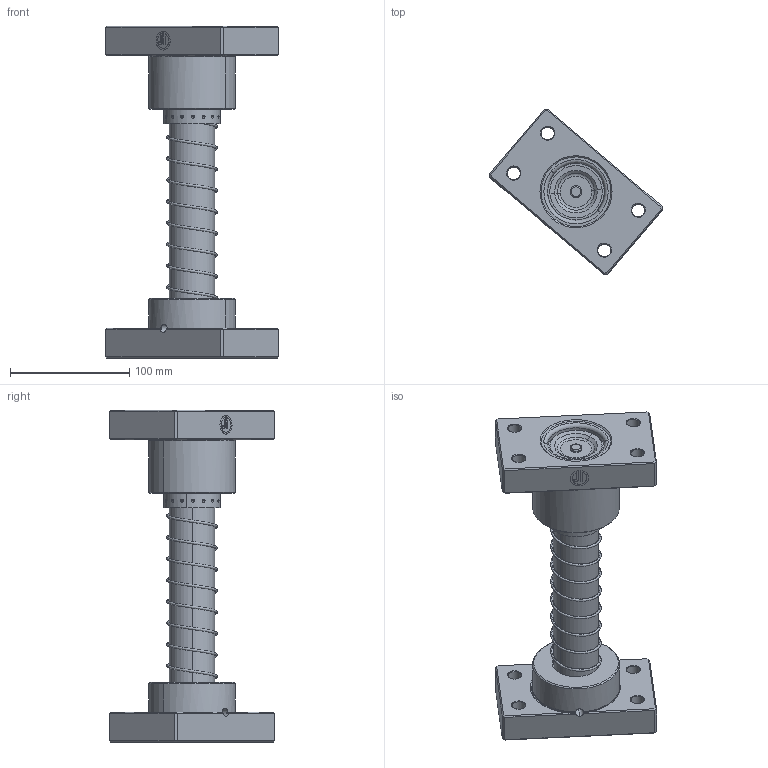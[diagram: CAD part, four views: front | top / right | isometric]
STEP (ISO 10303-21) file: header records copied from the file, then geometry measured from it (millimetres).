
FILE_DESCRIPTION (( 'STEP AP214' ), '1' );
FILE_NAME ('HYJ-D38-L240.STEP', '2021-09-23T03:00:58', ( 'User' ), ( 'china' ), 'SwSTEP 2.0', 'SolidWorks 2016', '' );
FILE_SCHEMA (( 'AUTOMOTIVE_DESIGN' ));
Length unit declared in the file: millimetre
Products named in the file (12): STMY-5; STM-M20蹟簽; STM-44-L44; SAB-D38; SAB-D38-傍杶; BJ-47.5-38.5-L70; MGH-D38; MGM-D38-L240; HYJ-D38-L240; HWP-D42.5-d38.5-L190; STMY-PD38
Assembly tree (11 placements, depth 3):
  HYJ-D38-L240
    MGM-D38-L240
    MGH-D38
    BJ-47.5-38.5-L70
    SAB-D38
      SAB-D38
      SAB-D38-傍杶
    STMY-PD38
      STM-44-L44
      STM-M20蹟簽
      STMY-5
    HWP-D42.5-d38.5-L190
Bounding box: 145.04 x 138.75 x 278.96 mm (x, y, z)
Volume: 889967.9 mm3; surface area: 188934.6 mm2
Topology: 9 solids, 9 shells, 794 faces, 1713 edges, 1181 vertices
Faces by surface type: sphere 512, plane 101, cylinder 81, cone 63, torus 20, bspline 17
Entity records: 44120 total; most frequent: CARTESIAN_POINT 20843, DIRECTION 3450, ORIENTED_EDGE 3414, EDGE_CURVE 1707, AXIS2_PLACEMENT_3D 1552, VERTEX_POINT 1181, EDGE_LOOP 1074, FACE_OUTER_BOUND 794
